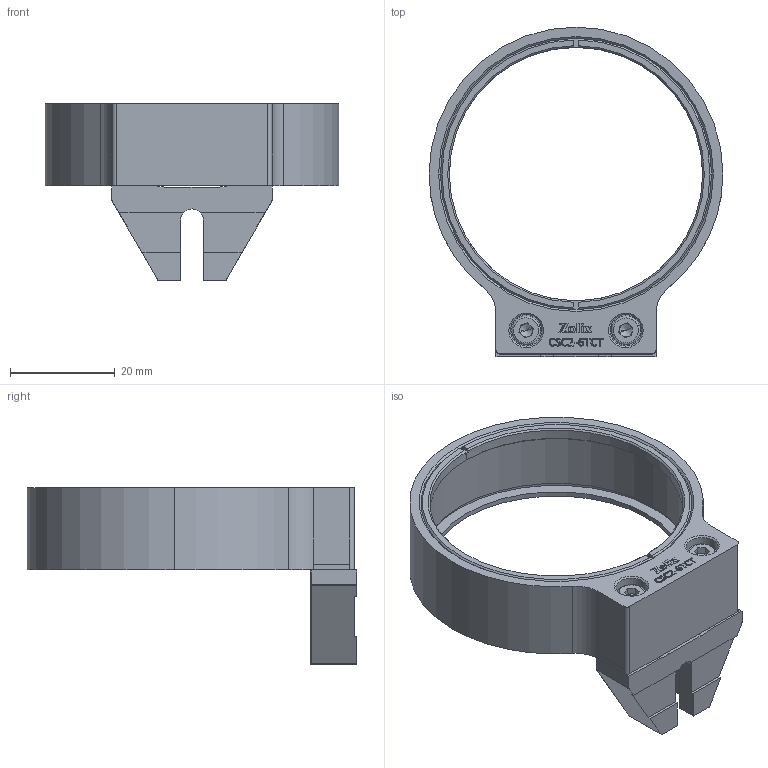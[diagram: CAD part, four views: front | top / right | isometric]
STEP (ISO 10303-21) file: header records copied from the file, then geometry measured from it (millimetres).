
FILE_DESCRIPTION (( 'STEP AP203' ), '1' );
FILE_NAME ('CSC2-6TCT.STEP', '2025-11-18T06:01:25', ( '' ), ( '' ), 'SwSTEP 2.0', 'SolidWorks 2020', '' );
FILE_SCHEMA (( 'CONFIG_CONTROL_DESIGN' ));
Length unit declared in the file: millimetre
Products named in the file (1): CSC2-6TCT
Bounding box: 56 x 62.8 x 33.7 mm (x, y, z)
Volume: 12640.9 mm3; surface area: 11189.2 mm2
Topology: 5 solids, 5 shells, 484 faces, 1277 edges, 824 vertices
Faces by surface type: plane 289, bspline 93, cylinder 68, cone 34
Entity records: 19286 total; most frequent: CARTESIAN_POINT 7773, ORIENTED_EDGE 2530, DIRECTION 2065, EDGE_CURVE 1265, LINE 885, VECTOR 885, VERTEX_POINT 824, AXIS2_PLACEMENT_3D 590
